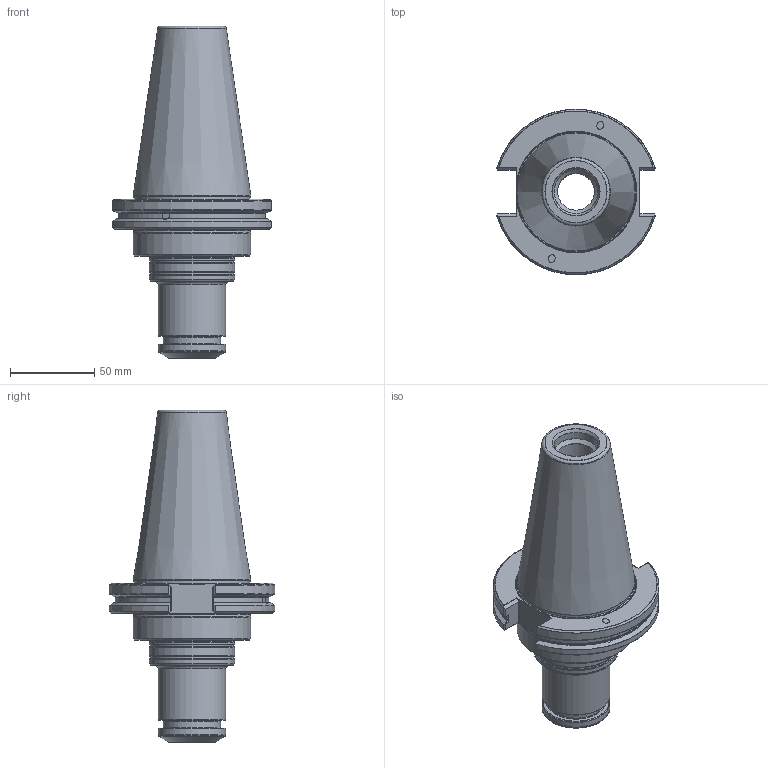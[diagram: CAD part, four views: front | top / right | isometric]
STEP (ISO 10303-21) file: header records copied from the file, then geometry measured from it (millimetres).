
FILE_DESCRIPTION(/* description */ (''),/* implementation_level */ '2;1');
FILE_NAME(/* name */ '435072556.stp',/* time_stamp */ '2021-01-12T12:05:36',/* author */ ('LRA'),/* organization */ ('REGO-FIX'),/* preprocessor_version */ ' Unknown',/* originating_system */ 'SIEMENS PLM Software Solid Edge ST10',/* authorization */ 'Unknown');
FILE_SCHEMA (('AUTOMOTIVE_DESIGN { 1 0 10303 214 2 1 1}'));
Length unit declared in the file: millimetre
Products named in the file (1): NOCUT
Bounding box: 94.65 x 98.36 x 197.6 mm (x, y, z)
Volume: 871012.1 mm3; surface area: 124629 mm2
Topology: 2 solids, 2 shells, 266 faces, 685 edges, 433 vertices
Faces by surface type: plane 110, cone 61, cylinder 59, torus 36
Full cylindrical faces by diameter (mm): 3.242 x6, 3.9 x2, 4.5 x2, 12 x2, 21.963 x5, 25 x2, 26.1 x1, 26.4 x1, 34 x2, 40 x2, 40.3 x2, 50.5 x3, 50.8 x3, 69.25 x2, 69.85 x1, 70.15 x1
Entity records: 9422 total; most frequent: CARTESIAN_POINT 1806, DIRECTION 1142, ORIENTED_EDGE 1088, EDGE_CURVE 544, AXIS2_PLACEMENT_3D 468, VERTEX_POINT 402, FACE_BOUND 398, EDGE_LOOP 394
